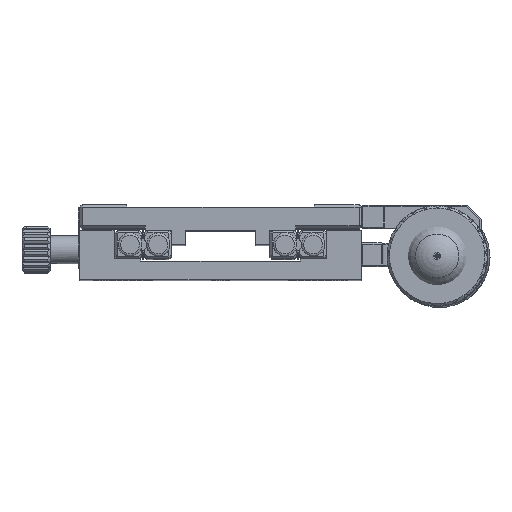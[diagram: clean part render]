
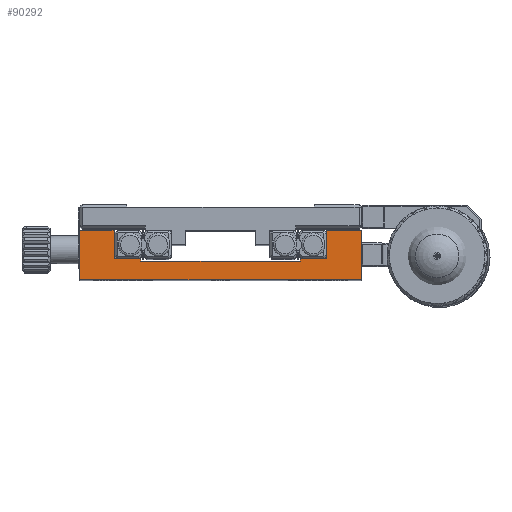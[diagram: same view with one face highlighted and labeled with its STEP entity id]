
A CAD part, top view. The second image highlights one B-rep face of the part: STEP entity #90292.
In plain terms, the highlighted planar face has unit normal (0, 0, 1).
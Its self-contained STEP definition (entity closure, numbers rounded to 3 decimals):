
#1161 = DIRECTION ( 'NONE',  ( 1., 0., 0. ) ) ;
#1230 = VERTEX_POINT ( 'NONE', #101940 ) ;
#1255 = DIRECTION ( 'NONE',  ( 0., 1., 0. ) ) ;
#1799 = CARTESIAN_POINT ( 'NONE',  ( 22.5, -16., 0. ) ) ;
#2414 = CARTESIAN_POINT ( 'NONE',  ( -30., -16., 0. ) ) ;
#2647 = DIRECTION ( 'NONE',  ( 1., 0., 0. ) ) ;
#2857 = VERTEX_POINT ( 'NONE', #54627 ) ;
#3751 = CARTESIAN_POINT ( 'NONE',  ( 0., -11.5, 0. ) ) ;
#3870 = CARTESIAN_POINT ( 'NONE',  ( 30., -5.5, 0. ) ) ;
#4559 = VECTOR ( 'NONE', #23849, 1000. ) ;
#5066 = ORIENTED_EDGE ( 'NONE', *, *, #7673, .T. ) ;
#5071 = VERTEX_POINT ( 'NONE', #60960 ) ;
#5670 = EDGE_CURVE ( 'NONE', #56729, #9843, #69258, .T. ) ;
#5677 = EDGE_LOOP ( 'NONE', ( #12588, #78504, #50409, #7559, #62915, #5066, #12441, #88123, #94939, #65979, #92373, #37106 ) ) ;
#6363 = CARTESIAN_POINT ( 'NONE',  ( 30., -16., 0. ) ) ;
#6682 = DIRECTION ( 'NONE',  ( 1., 0., 0. ) ) ;
#7559 = ORIENTED_EDGE ( 'NONE', *, *, #70728, .F. ) ;
#7673 = EDGE_CURVE ( 'NONE', #65798, #86673, #61508, .T. ) ;
#9445 = VECTOR ( 'NONE', #2647, 1000. ) ;
#9843 = VERTEX_POINT ( 'NONE', #3870 ) ;
#11127 = LINE ( 'NONE', #43892, #104091 ) ;
#11539 = DIRECTION ( 'NONE',  ( 0., -1., 0. ) ) ;
#12441 = ORIENTED_EDGE ( 'NONE', *, *, #21031, .F. ) ;
#12588 = ORIENTED_EDGE ( 'NONE', *, *, #15046, .T. ) ;
#14488 = AXIS2_PLACEMENT_3D ( 'NONE', #55579, #14731, #6682 ) ;
#14731 = DIRECTION ( 'NONE',  ( 0., 0., -1. ) ) ;
#14779 = CARTESIAN_POINT ( 'NONE',  ( -22.7, -16., 0. ) ) ;
#15046 = EDGE_CURVE ( 'NONE', #56613, #66677, #11127, .T. ) ;
#15277 = PLANE ( 'NONE',  #14488 ) ;
#15325 = DIRECTION ( 'NONE',  ( 0., -1., 0. ) ) ;
#16319 = LINE ( 'NONE', #1799, #63619 ) ;
#19005 = EDGE_CURVE ( 'NONE', #9843, #66677, #23574, .T. ) ;
#20366 = CARTESIAN_POINT ( 'NONE',  ( 30., -16., 0. ) ) ;
#20426 = LINE ( 'NONE', #3751, #64537 ) ;
#21031 = EDGE_CURVE ( 'NONE', #2857, #86673, #85950, .T. ) ;
#23574 = LINE ( 'NONE', #6363, #85903 ) ;
#23849 = DIRECTION ( 'NONE',  ( 1., 0., 0. ) ) ;
#29720 = EDGE_CURVE ( 'NONE', #65798, #1230, #97917, .T. ) ;
#32620 = CARTESIAN_POINT ( 'NONE',  ( 17., -12., 0. ) ) ;
#37096 = DIRECTION ( 'NONE',  ( 1., 0., 0. ) ) ;
#37106 = ORIENTED_EDGE ( 'NONE', *, *, #44474, .F. ) ;
#39697 = DIRECTION ( 'NONE',  ( 0., -1., 0. ) ) ;
#39989 = VERTEX_POINT ( 'NONE', #79435 ) ;
#43246 = VECTOR ( 'NONE', #57417, 1000. ) ;
#43892 = CARTESIAN_POINT ( 'NONE',  ( 30., -16., 0. ) ) ;
#44474 = EDGE_CURVE ( 'NONE', #56613, #94433, #85140, .T. ) ;
#47957 = CARTESIAN_POINT ( 'NONE',  ( 0., -11.5, 0. ) ) ;
#48021 = CARTESIAN_POINT ( 'NONE',  ( 0., -5.5, 0. ) ) ;
#48865 = VECTOR ( 'NONE', #1161, 1000. ) ;
#50409 = ORIENTED_EDGE ( 'NONE', *, *, #5670, .F. ) ;
#50753 = CARTESIAN_POINT ( 'NONE',  ( -30., -16., 0. ) ) ;
#52094 = VECTOR ( 'NONE', #100758, 1000. ) ;
#54344 = EDGE_CURVE ( 'NONE', #5071, #39989, #56170, .T. ) ;
#54352 = VECTOR ( 'NONE', #11539, 1000. ) ;
#54627 = CARTESIAN_POINT ( 'NONE',  ( -17., -12., 0. ) ) ;
#55579 = CARTESIAN_POINT ( 'NONE',  ( 0., -16., 0. ) ) ;
#56124 = FACE_OUTER_BOUND ( 'NONE', #5677, .T. ) ;
#56170 = LINE ( 'NONE', #14779, #85059 ) ;
#56613 = VERTEX_POINT ( 'NONE', #2414 ) ;
#56729 = VERTEX_POINT ( 'NONE', #106037 ) ;
#57417 = DIRECTION ( 'NONE',  ( 0., 1., 0. ) ) ;
#57963 = CARTESIAN_POINT ( 'NONE',  ( -17., -11.5, 0. ) ) ;
#58114 = CARTESIAN_POINT ( 'NONE',  ( 17., -11.5, 0. ) ) ;
#60960 = CARTESIAN_POINT ( 'NONE',  ( -22.7, -5.5, 0. ) ) ;
#61508 = LINE ( 'NONE', #94284, #54352 ) ;
#62915 = ORIENTED_EDGE ( 'NONE', *, *, #29720, .F. ) ;
#63619 = VECTOR ( 'NONE', #1255, 1000. ) ;
#63886 = VERTEX_POINT ( 'NONE', #69650 ) ;
#64144 = LINE ( 'NONE', #48021, #4559 ) ;
#64412 = EDGE_CURVE ( 'NONE', #2857, #63886, #74041, .T. ) ;
#64537 = VECTOR ( 'NONE', #37096, 1000. ) ;
#65798 = VERTEX_POINT ( 'NONE', #58114 ) ;
#65979 = ORIENTED_EDGE ( 'NONE', *, *, #54344, .F. ) ;
#66677 = VERTEX_POINT ( 'NONE', #20366 ) ;
#69258 = LINE ( 'NONE', #102062, #9445 ) ;
#69650 = CARTESIAN_POINT ( 'NONE',  ( -17., -11.5, 0. ) ) ;
#70728 = EDGE_CURVE ( 'NONE', #1230, #56729, #16319, .T. ) ;
#73494 = VECTOR ( 'NONE', #102093, 1000. ) ;
#74041 = LINE ( 'NONE', #57963, #43246 ) ;
#77342 = CARTESIAN_POINT ( 'NONE',  ( 0., -12., 0. ) ) ;
#78504 = ORIENTED_EDGE ( 'NONE', *, *, #19005, .F. ) ;
#79435 = CARTESIAN_POINT ( 'NONE',  ( -22.7, -11.5, 0. ) ) ;
#82492 = EDGE_CURVE ( 'NONE', #39989, #63886, #20426, .T. ) ;
#83748 = EDGE_CURVE ( 'NONE', #94433, #5071, #64144, .T. ) ;
#85059 = VECTOR ( 'NONE', #15325, 1000. ) ;
#85140 = LINE ( 'NONE', #50753, #52094 ) ;
#85903 = VECTOR ( 'NONE', #39697, 1000. ) ;
#85950 = LINE ( 'NONE', #77342, #73494 ) ;
#86673 = VERTEX_POINT ( 'NONE', #32620 ) ;
#88123 = ORIENTED_EDGE ( 'NONE', *, *, #64412, .T. ) ;
#90292 = ADVANCED_FACE ( 'NONE', ( #56124 ), #15277, .F. ) ;
#92373 = ORIENTED_EDGE ( 'NONE', *, *, #83748, .F. ) ;
#94284 = CARTESIAN_POINT ( 'NONE',  ( 17., -12., 0. ) ) ;
#94433 = VERTEX_POINT ( 'NONE', #98574 ) ;
#94939 = ORIENTED_EDGE ( 'NONE', *, *, #82492, .F. ) ;
#97917 = LINE ( 'NONE', #47957, #48865 ) ;
#98574 = CARTESIAN_POINT ( 'NONE',  ( -30., -5.5, 0. ) ) ;
#100758 = DIRECTION ( 'NONE',  ( 0., 1., 0. ) ) ;
#101432 = DIRECTION ( 'NONE',  ( 1., 0., 0. ) ) ;
#101940 = CARTESIAN_POINT ( 'NONE',  ( 22.5, -11.5, 0. ) ) ;
#102062 = CARTESIAN_POINT ( 'NONE',  ( 0., -5.5, 0. ) ) ;
#102093 = DIRECTION ( 'NONE',  ( 1., 0., 0. ) ) ;
#104091 = VECTOR ( 'NONE', #101432, 1000. ) ;
#106037 = CARTESIAN_POINT ( 'NONE',  ( 22.5, -5.5, 0. ) ) ;
